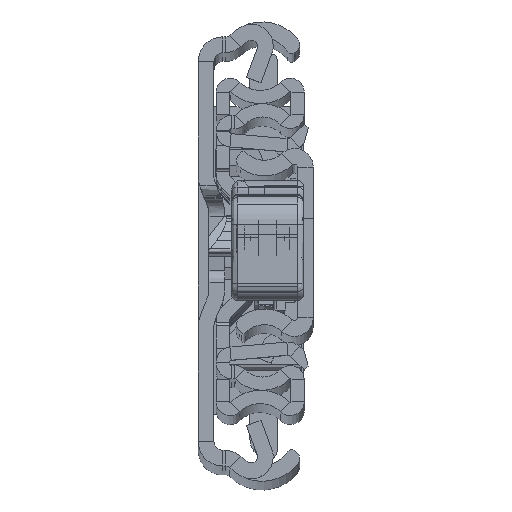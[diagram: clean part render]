
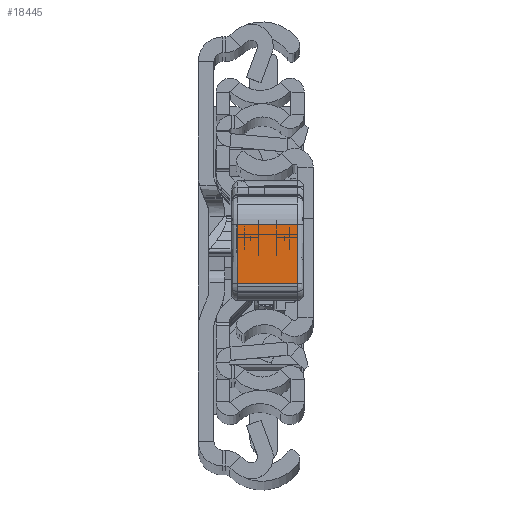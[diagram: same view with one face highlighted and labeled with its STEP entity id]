
A CAD part, top view. The second image highlights one B-rep face of the part: STEP entity #18445.
In plain terms, the highlighted face is planar.
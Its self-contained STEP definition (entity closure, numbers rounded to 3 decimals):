
#2333 = VECTOR ( 'NONE', #31638, 1000. ) ;
#2988 = EDGE_CURVE ( 'NONE', #7984, #33401, #12479, .T. ) ;
#4350 = CARTESIAN_POINT ( 'NONE',  ( 39.55, -12.274, 0. ) ) ;
#4823 = VECTOR ( 'NONE', #15281, 1000. ) ;
#5601 = CARTESIAN_POINT ( 'NONE',  ( 39.818, -2.465, 10. ) ) ;
#5811 = VECTOR ( 'NONE', #20157, 1000. ) ;
#6533 = CARTESIAN_POINT ( 'NONE',  ( 39.55, -12.274, 10. ) ) ;
#6913 = DIRECTION ( 'NONE',  ( -1., 0.027, 0. ) ) ;
#7268 = CARTESIAN_POINT ( 'NONE',  ( 39.55, -12.274, 11. ) ) ;
#7984 = VERTEX_POINT ( 'NONE', #11369 ) ;
#11369 = CARTESIAN_POINT ( 'NONE',  ( 39.55, -12.274, 10. ) ) ;
#12479 = LINE ( 'NONE', #34346, #2333 ) ;
#12527 = CARTESIAN_POINT ( 'NONE',  ( 39.55, -12.274, 0. ) ) ;
#13283 = VERTEX_POINT ( 'NONE', #31452 ) ;
#14148 = LINE ( 'NONE', #19888, #34057 ) ;
#14444 = EDGE_CURVE ( 'NONE', #13283, #32814, #14148, .T. ) ;
#15281 = DIRECTION ( 'NONE',  ( 0.027, 1., 0. ) ) ;
#16384 = ORIENTED_EDGE ( 'NONE', *, *, #33898, .T. ) ;
#16935 = LINE ( 'NONE', #6533, #5811 ) ;
#17513 = ORIENTED_EDGE ( 'NONE', *, *, #2988, .T. ) ;
#17983 = LINE ( 'NONE', #4350, #4823 ) ;
#18445 = ADVANCED_FACE ( 'NONE', ( #31812 ), #31450, .F. ) ;
#19888 = CARTESIAN_POINT ( 'NONE',  ( 39.818, -2.465, 11. ) ) ;
#20157 = DIRECTION ( 'NONE',  ( -0.027, -1., 0. ) ) ;
#21674 = EDGE_LOOP ( 'NONE', ( #17513, #16384, #32803, #23188 ) ) ;
#23188 = ORIENTED_EDGE ( 'NONE', *, *, #30396, .T. ) ;
#23750 = DIRECTION ( 'NONE',  ( -0.027, -1., 0. ) ) ;
#29696 = AXIS2_PLACEMENT_3D ( 'NONE', #7268, #6913, #23750 ) ;
#30396 = EDGE_CURVE ( 'NONE', #32814, #7984, #16935, .T. ) ;
#30637 = DIRECTION ( 'NONE',  ( 0., 0., 1. ) ) ;
#31450 = PLANE ( 'NONE',  #29696 ) ;
#31452 = CARTESIAN_POINT ( 'NONE',  ( 39.818, -2.465, 0. ) ) ;
#31638 = DIRECTION ( 'NONE',  ( 0., 0., -1. ) ) ;
#31812 = FACE_OUTER_BOUND ( 'NONE', #21674, .T. ) ;
#32803 = ORIENTED_EDGE ( 'NONE', *, *, #14444, .T. ) ;
#32814 = VERTEX_POINT ( 'NONE', #5601 ) ;
#33401 = VERTEX_POINT ( 'NONE', #12527 ) ;
#33898 = EDGE_CURVE ( 'NONE', #33401, #13283, #17983, .T. ) ;
#34057 = VECTOR ( 'NONE', #30637, 1000. ) ;
#34346 = CARTESIAN_POINT ( 'NONE',  ( 39.55, -12.274, 11. ) ) ;
